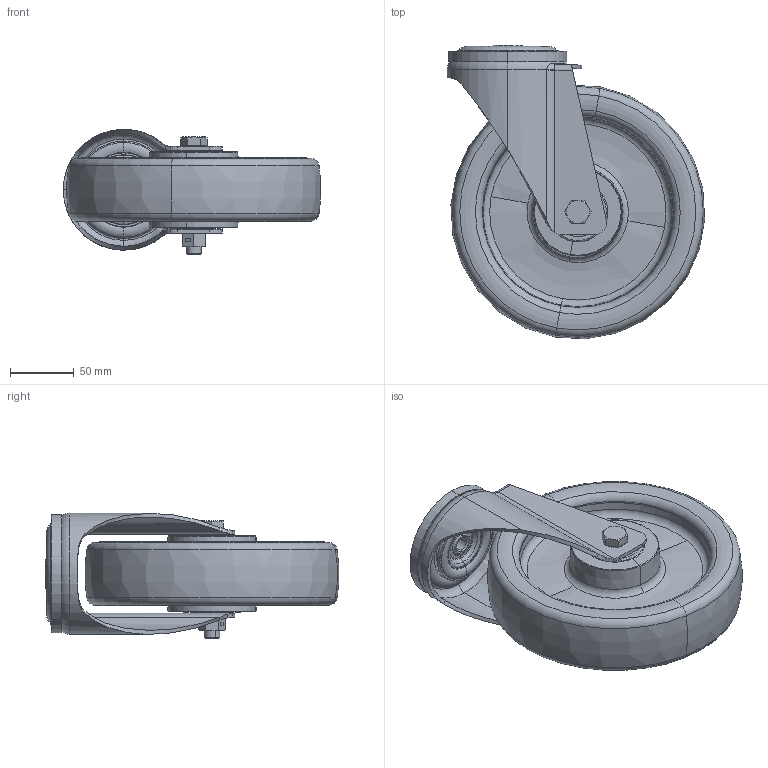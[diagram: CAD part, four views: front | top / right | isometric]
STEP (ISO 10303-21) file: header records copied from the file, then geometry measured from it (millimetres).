
FILE_DESCRIPTION (( 'STEP AP214' ), '1' );
FILE_NAME ('0055945.step', '2023-06-12T07:36:38', ( '' ), ( '' ), 'SwSTEP 2.0', 'SolidWorks 2020', '' );
FILE_SCHEMA (( 'AUTOMOTIVE_DESIGN' ));
Length unit declared in the file: millimetre
Products named in the file (1): 0055945
Bounding box: 202.15 x 230.62 x 98.5 mm (x, y, z)
Volume: 1145356.3 mm3; surface area: 337837.2 mm2
Topology: 28 solids, 29 shells, 569 faces, 1297 edges, 763 vertices
Faces by surface type: torus 147, plane 135, cylinder 112, cone 110, bspline 41, sphere 24
Entity records: 25911 total; most frequent: CARTESIAN_POINT 6607, DIRECTION 2928, ORIENTED_EDGE 2498, AXIS2_PLACEMENT_3D 1285, EDGE_CURVE 1249, CIRCLE 756, VERTEX_POINT 739, EDGE_LOOP 630
